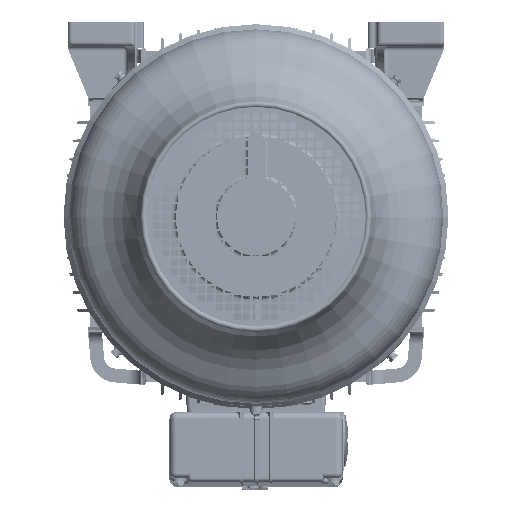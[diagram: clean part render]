
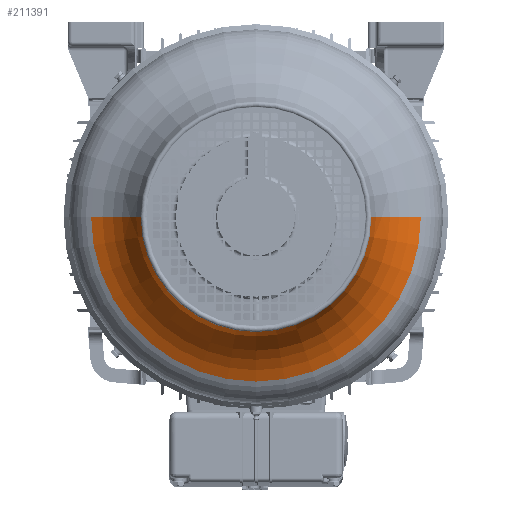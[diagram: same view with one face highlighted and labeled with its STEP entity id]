
A CAD part, front view. The second image highlights one B-rep face of the part: STEP entity #211391.
In plain terms, the highlighted toroidal (fillet/blend) face has major radius 227.734 mm and minor radius 98.5 mm.
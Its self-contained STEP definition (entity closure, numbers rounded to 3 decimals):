
#162922=CARTESIAN_POINT('',(227.735,-611.688,
0.));
#162923=DIRECTION('',(0.,0.,-1.));
#162924=DIRECTION('',(-0.958,0.286,0.));
#162925=AXIS2_PLACEMENT_3D('',#162922,#162923,#162924);
#162937=CARTESIAN_POINT('',(0.,-520.443,
0.));
#162938=DIRECTION('',(0.,-1.,0.));
#162939=DIRECTION('',(-1.,0.,0.));
#162940=AXIS2_PLACEMENT_3D('',#162937,#162938,#162939);
#162942=CARTESIAN_POINT('',(-227.735,-611.688,
0.));
#162943=DIRECTION('',(0.,0.,1.));
#162944=DIRECTION('',(0.958,0.286,0.));
#162945=AXIS2_PLACEMENT_3D('',#162942,#162943,#162944);
#162947=CARTESIAN_POINT('',(0.,-583.502,0.));
#162948=DIRECTION('',(0.,1.,0.));
#162949=DIRECTION('',(1.,0.,0.));
#162950=AXIS2_PLACEMENT_3D('',#162947,#162948,#162949);
#204556=CARTESIAN_POINT('',(190.632,-520.443,
0.));
#204557=CARTESIAN_POINT('',(-190.632,-520.443,
0.));
#204558=VERTEX_POINT('',#204556);
#204559=VERTEX_POINT('',#204557);
#204562=CARTESIAN_POINT('',(133.354,-583.502,
0.));
#204563=VERTEX_POINT('',#204562);
#204564=CARTESIAN_POINT('',(-133.354,-583.502,
0.));
#204565=VERTEX_POINT('',#204564);
#211379=CARTESIAN_POINT('',(0.,-611.688,0.));
#211380=DIRECTION('',(0.,-1.,0.));
#211381=DIRECTION('',(-1.,0.,0.));
#211382=AXIS2_PLACEMENT_3D('',#211379,#211380,#211381);
#211383=TOROIDAL_SURFACE('',#211382,227.735,98.5);
#211385=ORIENTED_EDGE('',*,*,#211384,.F.);
#211386=ORIENTED_EDGE('',*,*,#211372,.F.);
#211387=ORIENTED_EDGE('',*,*,#211343,.F.);
#211388=ORIENTED_EDGE('',*,*,#211369,.T.);
#211389=EDGE_LOOP('',(#211385,#211386,#211387,#211388));
#211390=FACE_OUTER_BOUND('',#211389,.F.);
#211391=ADVANCED_FACE('',(#211390),#211383,.F.);
#162926=CIRCLE('',#162925,98.5);
#162941=CIRCLE('',#162940,190.632);
#162946=CIRCLE('',#162945,98.5);
#162951=CIRCLE('',#162950,133.354);
#211343=EDGE_CURVE('',#204563,#204565,#162951,.T.);
#211369=EDGE_CURVE('',#204563,#204558,#162926,.T.);
#211372=EDGE_CURVE('',#204565,#204559,#162946,.T.);
#211384=EDGE_CURVE('',#204559,#204558,#162941,.T.);
